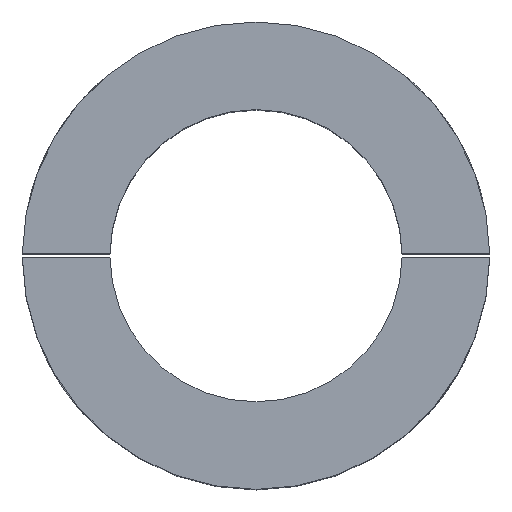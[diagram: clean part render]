
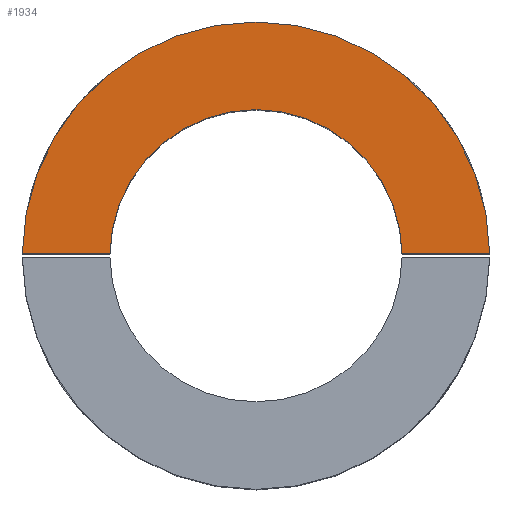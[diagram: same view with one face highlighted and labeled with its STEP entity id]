
A CAD part, top view. The second image highlights one B-rep face of the part: STEP entity #1934.
In plain terms, the highlighted planar face has unit normal (0, 0, 1).
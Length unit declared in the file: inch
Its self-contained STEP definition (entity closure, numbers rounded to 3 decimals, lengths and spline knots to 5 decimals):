
#89 = CARTESIAN_POINT ( 'NONE',  ( 0., 0., 3. ) ) ;
#94 = CARTESIAN_POINT ( 'NONE',  ( 0., 0.01575, 3. ) ) ;
#192 = ORIENTED_EDGE ( 'NONE', *, *, #1760, .T. ) ;
#402 = CARTESIAN_POINT ( 'NONE',  ( -1.99994, 0.01575, 3. ) ) ;
#460 = EDGE_CURVE ( 'NONE', #2242, #1253, #2461, .T. ) ;
#489 = DIRECTION ( 'NONE',  ( 1., 0., 0. ) ) ;
#505 = DIRECTION ( 'NONE',  ( 0., 0., 1. ) ) ;
#538 = DIRECTION ( 'NONE',  ( 1., 0., 0. ) ) ;
#651 = DIRECTION ( 'NONE',  ( 0., 0., 1. ) ) ;
#675 = EDGE_CURVE ( 'NONE', #2242, #733, #1823, .T. ) ;
#733 = VERTEX_POINT ( 'NONE', #759 ) ;
#759 = CARTESIAN_POINT ( 'NONE',  ( -1.2499, 0.01575, 3. ) ) ;
#816 = VERTEX_POINT ( 'NONE', #402 ) ;
#1022 = CARTESIAN_POINT ( 'NONE',  ( 0., 0.01575, 3. ) ) ;
#1030 = ORIENTED_EDGE ( 'NONE', *, *, #460, .T. ) ;
#1110 = CARTESIAN_POINT ( 'NONE',  ( 0., 0., 3. ) ) ;
#1253 = VERTEX_POINT ( 'NONE', #1373 ) ;
#1275 = CIRCLE ( 'NONE', #1527, 2. ) ;
#1373 = CARTESIAN_POINT ( 'NONE',  ( 1.99994, 0.01575, 3. ) ) ;
#1374 = FACE_OUTER_BOUND ( 'NONE', #2594, .T. ) ;
#1391 = CARTESIAN_POINT ( 'NONE',  ( 0., 0., 3. ) ) ;
#1523 = VECTOR ( 'NONE', #538, 39.37008 ) ;
#1527 = AXIS2_PLACEMENT_3D ( 'NONE', #1391, #2609, #1786 ) ;
#1536 = ORIENTED_EDGE ( 'NONE', *, *, #2530, .T. ) ;
#1648 = AXIS2_PLACEMENT_3D ( 'NONE', #1110, #651, #489 ) ;
#1656 = DIRECTION ( 'NONE',  ( 1., 0., 0. ) ) ;
#1760 = EDGE_CURVE ( 'NONE', #816, #733, #1941, .T. ) ;
#1786 = DIRECTION ( 'NONE',  ( 1., 0., 0. ) ) ;
#1823 = CIRCLE ( 'NONE', #1648, 1.25 ) ;
#1934 = ADVANCED_FACE ( 'NONE', ( #1374 ), #2349, .T. ) ;
#1941 = LINE ( 'NONE', #94, #1523 ) ;
#2242 = VERTEX_POINT ( 'NONE', #2488 ) ;
#2349 = PLANE ( 'NONE',  #2550 ) ;
#2376 = DIRECTION ( 'NONE',  ( 1., 0., 0. ) ) ;
#2461 = LINE ( 'NONE', #1022, #2600 ) ;
#2488 = CARTESIAN_POINT ( 'NONE',  ( 1.2499, 0.01575, 3. ) ) ;
#2530 = EDGE_CURVE ( 'NONE', #1253, #816, #1275, .T. ) ;
#2550 = AXIS2_PLACEMENT_3D ( 'NONE', #89, #505, #2376 ) ;
#2570 = ORIENTED_EDGE ( 'NONE', *, *, #675, .F. ) ;
#2594 = EDGE_LOOP ( 'NONE', ( #1536, #192, #2570, #1030 ) ) ;
#2600 = VECTOR ( 'NONE', #1656, 39.37008 ) ;
#2609 = DIRECTION ( 'NONE',  ( 0., 0., 1. ) ) ;
